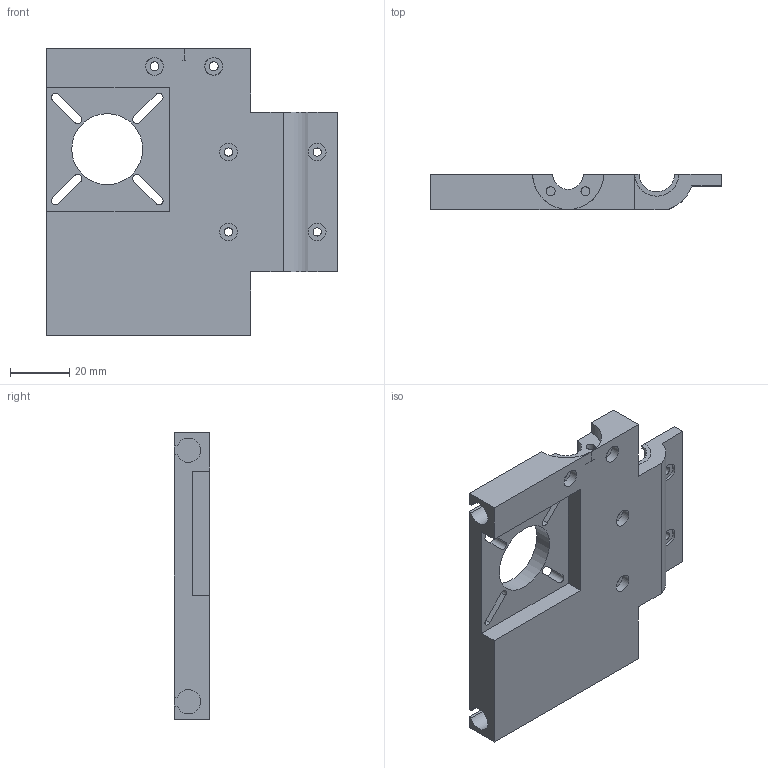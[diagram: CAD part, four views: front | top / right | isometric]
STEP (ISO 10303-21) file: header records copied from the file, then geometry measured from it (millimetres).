
FILE_DESCRIPTION(('FreeCAD Model'),'2;1');
FILE_NAME('RightShoulder.step', '2017-04-10T19:00:53',('Author'),(''), 'Open CASCADE STEP processor 6.8','FreeCAD','Unknown');
FILE_SCHEMA(('AUTOMOTIVE_DESIGN_CC2 { 1 2 10303 214 -1 1 5 4 }'));
Length unit declared in the file: millimetre
Products named in the file (2): ASSEMBLY; Final
Assembly tree (1 placements, depth 2):
  ASSEMBLY
    Final
Bounding box: 98.34 x 12 x 97 mm (x, y, z)
Volume: 65862.4 mm3; surface area: 24045.4 mm2
Topology: 1 solids, 1 shells, 89 faces, 233 edges, 150 vertices
Faces by surface type: plane 54, cylinder 35
Full cylindrical faces by diameter (mm): 2.8 x4, 3 x4, 6 x6, 24 x1
Entity records: 6082 total; most frequent: CARTESIAN_POINT 1478, DIRECTION 830, LINE 475, VECTOR 475, ORIENTED_EDGE 466, PCURVE 466, DEFINITIONAL_REPRESENTATION 466, EDGE_CURVE 233
